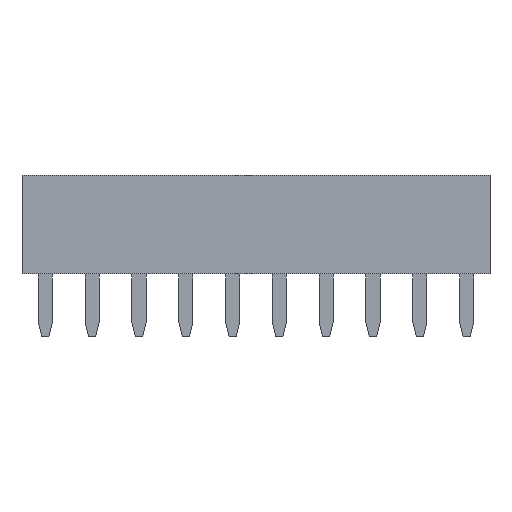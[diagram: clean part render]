
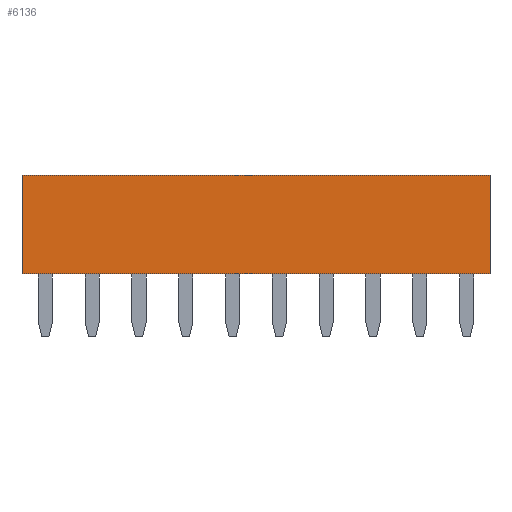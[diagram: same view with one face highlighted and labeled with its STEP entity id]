
A CAD part, left-side view. The second image highlights one B-rep face of the part: STEP entity #6136.
In plain terms, the highlighted planar face has unit normal (-1, 0, 0).
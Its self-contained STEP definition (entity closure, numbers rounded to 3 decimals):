
#169=FACE_OUTER_BOUND('',#499,.T.);
#499=EDGE_LOOP('',(#4342,#4343,#4344,#4345));
#720=LINE('',#8148,#1544);
#1090=LINE('',#8927,#1914);
#1091=LINE('',#8929,#1915);
#1092=LINE('',#8930,#1916);
#1544=VECTOR('',#6677,1.);
#1914=VECTOR('',#7295,1.);
#1915=VECTOR('',#7296,1.);
#1916=VECTOR('',#7297,1.);
#2368=VERTEX_POINT('',#8145);
#2369=VERTEX_POINT('',#8147);
#2654=VERTEX_POINT('',#8926);
#2655=VERTEX_POINT('',#8928);
#2904=EDGE_CURVE('',#2369,#2368,#720,.T.);
#3274=EDGE_CURVE('',#2368,#2654,#1090,.T.);
#3275=EDGE_CURVE('',#2655,#2654,#1091,.T.);
#3276=EDGE_CURVE('',#2369,#2655,#1092,.T.);
#4342=ORIENTED_EDGE('',*,*,#3274,.T.);
#4343=ORIENTED_EDGE('',*,*,#3275,.F.);
#4344=ORIENTED_EDGE('',*,*,#3276,.F.);
#4345=ORIENTED_EDGE('',*,*,#2904,.T.);
#5495=PLANE('',#6470);
#6136=ADVANCED_FACE('',(#169),#5495,.F.);
#6470=AXIS2_PLACEMENT_3D('',#8925,#7293,#7294);
#6677=DIRECTION('',(0.,-1.,0.));
#7293=DIRECTION('center_axis',(1.,0.,0.));
#7294=DIRECTION('ref_axis',(0.,-1.,0.));
#7295=DIRECTION('',(0.,0.,1.));
#7296=DIRECTION('',(0.,-1.,0.));
#7297=DIRECTION('',(0.,0.,1.));
#8145=CARTESIAN_POINT('',(-1.,-19.,0.));
#8147=CARTESIAN_POINT('',(-1.,1.,0.));
#8148=CARTESIAN_POINT('',(-1.,1.,0.));
#8925=CARTESIAN_POINT('Origin',(-1.,1.,-1.4));
#8926=CARTESIAN_POINT('',(-1.,-19.,4.2));
#8927=CARTESIAN_POINT('',(-1.,-19.,-1.4));
#8928=CARTESIAN_POINT('',(-1.,1.,4.2));
#8929=CARTESIAN_POINT('',(-1.,1.,4.2));
#8930=CARTESIAN_POINT('',(-1.,1.,0.));
